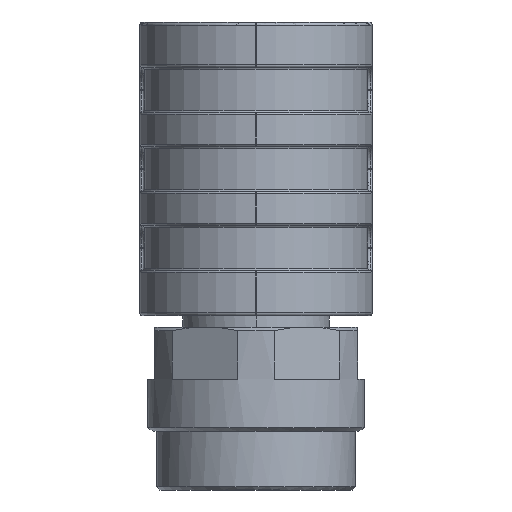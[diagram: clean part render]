
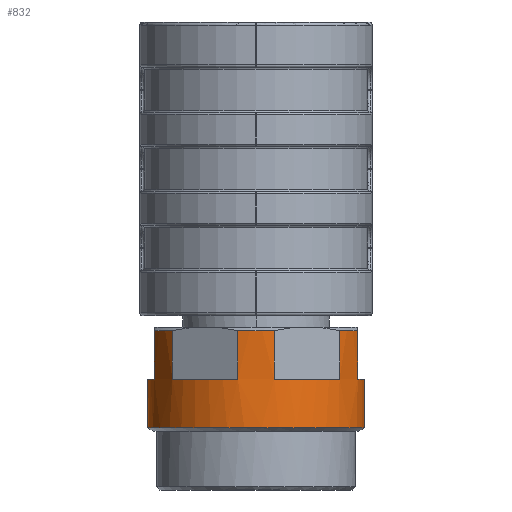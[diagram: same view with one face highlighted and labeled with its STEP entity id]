
A CAD part, front view. The second image highlights one B-rep face of the part: STEP entity #832.
In plain terms, the highlighted cylindrical face has radius 4.8 mm (diameter 9.6 mm), a partial arc.
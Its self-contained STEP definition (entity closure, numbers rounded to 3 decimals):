
#687=AXIS2_PLACEMENT_3D('Cylinder Axis2P3D',#684,#685,#686) ;
#741=AXIS2_PLACEMENT_3D('Circle Axis2P3D',#739,#740,$) ;
#755=AXIS2_PLACEMENT_3D('Circle Axis2P3D',#753,#754,$) ;
#769=AXIS2_PLACEMENT_3D('Circle Axis2P3D',#767,#768,$) ;
#783=AXIS2_PLACEMENT_3D('Circle Axis2P3D',#781,#782,$) ;
#797=AXIS2_PLACEMENT_3D('Circle Axis2P3D',#795,#796,$) ;
#811=AXIS2_PLACEMENT_3D('Circle Axis2P3D',#809,#810,$) ;
#684=CARTESIAN_POINT('Axis2P3D Location',(5.15,5.15,-24.8)) ;
#689=CARTESIAN_POINT('Line Origine',(0.35,5.15,-24.8)) ;
#693=CARTESIAN_POINT('Vertex',(0.35,5.15,2.75)) ;
#695=CARTESIAN_POINT('Vertex',(0.35,5.15,4.9)) ;
#699=CARTESIAN_POINT('Control Point',(0.35,5.15,2.75)) ;
#700=CARTESIAN_POINT('Control Point',(0.35,4.396,2.75)) ;
#701=CARTESIAN_POINT('Control Point',(0.498,3.642,2.75)) ;
#702=CARTESIAN_POINT('Control Point',(0.794,2.927,2.75)) ;
#703=CARTESIAN_POINT('Control Point',(1.651,1.651,2.75)) ;
#704=CARTESIAN_POINT('Control Point',(2.927,0.794,2.75)) ;
#705=CARTESIAN_POINT('Control Point',(3.642,0.498,2.75)) ;
#706=CARTESIAN_POINT('Control Point',(5.15,0.202,2.75)) ;
#707=CARTESIAN_POINT('Control Point',(6.658,0.498,2.75)) ;
#708=CARTESIAN_POINT('Control Point',(7.373,0.794,2.75)) ;
#709=CARTESIAN_POINT('Control Point',(8.649,1.651,2.75)) ;
#710=CARTESIAN_POINT('Control Point',(9.506,2.927,2.75)) ;
#711=CARTESIAN_POINT('Control Point',(9.802,3.642,2.75)) ;
#712=CARTESIAN_POINT('Control Point',(9.95,4.396,2.75)) ;
#713=CARTESIAN_POINT('Control Point',(9.95,5.15,2.75)) ;
#714=CARTESIAN_POINT('Vertex',(9.95,5.15,2.75)) ;
#717=CARTESIAN_POINT('Line Origine',(9.95,5.15,-24.8)) ;
#721=CARTESIAN_POINT('Vertex',(9.95,5.15,4.9)) ;
#725=CARTESIAN_POINT('Control Point',(9.95,5.15,4.9)) ;
#726=CARTESIAN_POINT('Control Point',(9.95,4.581,4.9)) ;
#727=CARTESIAN_POINT('Control Point',(9.848,4.013,4.9)) ;
#728=CARTESIAN_POINT('Control Point',(9.65,3.48,4.9)) ;
#729=CARTESIAN_POINT('Vertex',(9.65,3.48,4.9)) ;
#732=CARTESIAN_POINT('Line Origine',(9.65,3.48,-24.8)) ;
#736=CARTESIAN_POINT('Vertex',(9.65,3.48,7.05)) ;
#739=CARTESIAN_POINT('Axis2P3D Location',(5.15,5.15,7.05)) ;
#743=CARTESIAN_POINT('Vertex',(8.847,2.088,7.05)) ;
#746=CARTESIAN_POINT('Line Origine',(8.847,2.088,-24.8)) ;
#750=CARTESIAN_POINT('Vertex',(8.847,2.088,4.9)) ;
#753=CARTESIAN_POINT('Axis2P3D Location',(5.15,5.15,4.9)) ;
#757=CARTESIAN_POINT('Vertex',(5.953,0.418,4.9)) ;
#760=CARTESIAN_POINT('Line Origine',(5.953,0.418,-24.8)) ;
#764=CARTESIAN_POINT('Vertex',(5.953,0.418,7.05)) ;
#767=CARTESIAN_POINT('Axis2P3D Location',(5.15,5.15,7.05)) ;
#771=CARTESIAN_POINT('Vertex',(4.347,0.418,7.05)) ;
#774=CARTESIAN_POINT('Line Origine',(4.347,0.418,-24.8)) ;
#778=CARTESIAN_POINT('Vertex',(4.347,0.418,4.9)) ;
#781=CARTESIAN_POINT('Axis2P3D Location',(5.15,5.15,4.9)) ;
#785=CARTESIAN_POINT('Vertex',(1.453,2.088,4.9)) ;
#788=CARTESIAN_POINT('Line Origine',(1.453,2.088,-24.8)) ;
#792=CARTESIAN_POINT('Vertex',(1.453,2.088,7.05)) ;
#795=CARTESIAN_POINT('Axis2P3D Location',(5.15,5.15,7.05)) ;
#799=CARTESIAN_POINT('Vertex',(0.65,3.48,7.05)) ;
#802=CARTESIAN_POINT('Line Origine',(0.65,3.48,-24.8)) ;
#806=CARTESIAN_POINT('Vertex',(0.65,3.48,4.9)) ;
#809=CARTESIAN_POINT('Axis2P3D Location',(5.15,5.15,4.9)) ;
#685=DIRECTION('Axis2P3D Direction',(0.,0.,-1.)) ;
#686=DIRECTION('Axis2P3D XDirection',(-1.,0.,0.)) ;
#690=DIRECTION('Vector Direction',(0.,0.,-1.)) ;
#718=DIRECTION('Vector Direction',(0.,0.,-1.)) ;
#733=DIRECTION('Vector Direction',(0.,0.,-1.)) ;
#740=DIRECTION('Axis2P3D Direction',(0.,0.,-1.)) ;
#747=DIRECTION('Vector Direction',(0.,0.,-1.)) ;
#754=DIRECTION('Axis2P3D Direction',(0.,0.,-1.)) ;
#761=DIRECTION('Vector Direction',(0.,0.,-1.)) ;
#768=DIRECTION('Axis2P3D Direction',(0.,0.,-1.)) ;
#775=DIRECTION('Vector Direction',(0.,0.,-1.)) ;
#782=DIRECTION('Axis2P3D Direction',(0.,0.,-1.)) ;
#789=DIRECTION('Vector Direction',(0.,0.,-1.)) ;
#796=DIRECTION('Axis2P3D Direction',(0.,0.,-1.)) ;
#803=DIRECTION('Vector Direction',(0.,0.,-1.)) ;
#810=DIRECTION('Axis2P3D Direction',(0.,0.,-1.)) ;
#691=VECTOR('Line Direction',#690,1.) ;
#719=VECTOR('Line Direction',#718,1.) ;
#734=VECTOR('Line Direction',#733,1.) ;
#748=VECTOR('Line Direction',#747,1.) ;
#762=VECTOR('Line Direction',#761,1.) ;
#776=VECTOR('Line Direction',#775,1.) ;
#790=VECTOR('Line Direction',#789,1.) ;
#804=VECTOR('Line Direction',#803,1.) ;
#815=ORIENTED_EDGE('',*,*,#697,.F.) ;
#816=ORIENTED_EDGE('',*,*,#716,.T.) ;
#817=ORIENTED_EDGE('',*,*,#723,.F.) ;
#818=ORIENTED_EDGE('',*,*,#731,.T.) ;
#819=ORIENTED_EDGE('',*,*,#738,.F.) ;
#820=ORIENTED_EDGE('',*,*,#745,.T.) ;
#821=ORIENTED_EDGE('',*,*,#752,.F.) ;
#822=ORIENTED_EDGE('',*,*,#759,.T.) ;
#823=ORIENTED_EDGE('',*,*,#766,.F.) ;
#824=ORIENTED_EDGE('',*,*,#773,.T.) ;
#825=ORIENTED_EDGE('',*,*,#780,.F.) ;
#826=ORIENTED_EDGE('',*,*,#787,.T.) ;
#827=ORIENTED_EDGE('',*,*,#794,.F.) ;
#828=ORIENTED_EDGE('',*,*,#801,.T.) ;
#829=ORIENTED_EDGE('',*,*,#808,.F.) ;
#830=ORIENTED_EDGE('',*,*,#813,.T.) ;
#832=ADVANCED_FACE('Hauptk\X2\00F6\X0\rper',(#831),#688,.T.) ;
#698=B_SPLINE_CURVE_WITH_KNOTS('',5,(#699,#700,#701,#702,#703,#704,#705,#706,#707,#708,#709,#710,#711,#712,#713),.UNSPECIFIED.,.F.,.U.,(6,3,3,3,6),(-7.54,-3.77,0.,3.77,7.54),.UNSPECIFIED.) ;
#724=B_SPLINE_CURVE_WITH_KNOTS('',3,(#725,#726,#727,#728),.UNSPECIFIED.,.F.,.U.,(4,4),(-0.853,0.853),.UNSPECIFIED.) ;
#742=CIRCLE('generated circle',#741,4.8) ;
#756=CIRCLE('generated circle',#755,4.8) ;
#770=CIRCLE('generated circle',#769,4.8) ;
#784=CIRCLE('generated circle',#783,4.8) ;
#798=CIRCLE('generated circle',#797,4.8) ;
#812=CIRCLE('generated circle',#811,4.8) ;
#688=CYLINDRICAL_SURFACE('generated cylinder',#687,4.8) ;
#697=EDGE_CURVE('',#694,#696,#692,.F.) ;
#716=EDGE_CURVE('',#694,#715,#698,.T.) ;
#723=EDGE_CURVE('',#722,#715,#720,.T.) ;
#731=EDGE_CURVE('',#722,#730,#724,.T.) ;
#738=EDGE_CURVE('',#737,#730,#735,.T.) ;
#745=EDGE_CURVE('',#737,#744,#742,.T.) ;
#752=EDGE_CURVE('',#751,#744,#749,.F.) ;
#759=EDGE_CURVE('',#751,#758,#756,.T.) ;
#766=EDGE_CURVE('',#765,#758,#763,.T.) ;
#773=EDGE_CURVE('',#765,#772,#770,.T.) ;
#780=EDGE_CURVE('',#779,#772,#777,.F.) ;
#787=EDGE_CURVE('',#779,#786,#784,.T.) ;
#794=EDGE_CURVE('',#793,#786,#791,.T.) ;
#801=EDGE_CURVE('',#793,#800,#798,.T.) ;
#808=EDGE_CURVE('',#807,#800,#805,.F.) ;
#813=EDGE_CURVE('',#807,#696,#812,.T.) ;
#814=EDGE_LOOP('',(#815,#816,#817,#818,#819,#820,#821,#822,#823,#824,#825,#826,#827,#828,#829,#830)) ;
#831=FACE_OUTER_BOUND('',#814,.T.) ;
#692=LINE('Line',#689,#691) ;
#720=LINE('Line',#717,#719) ;
#735=LINE('Line',#732,#734) ;
#749=LINE('Line',#746,#748) ;
#763=LINE('Line',#760,#762) ;
#777=LINE('Line',#774,#776) ;
#791=LINE('Line',#788,#790) ;
#805=LINE('Line',#802,#804) ;
#694=VERTEX_POINT('',#693) ;
#696=VERTEX_POINT('',#695) ;
#715=VERTEX_POINT('',#714) ;
#722=VERTEX_POINT('',#721) ;
#730=VERTEX_POINT('',#729) ;
#737=VERTEX_POINT('',#736) ;
#744=VERTEX_POINT('',#743) ;
#751=VERTEX_POINT('',#750) ;
#758=VERTEX_POINT('',#757) ;
#765=VERTEX_POINT('',#764) ;
#772=VERTEX_POINT('',#771) ;
#779=VERTEX_POINT('',#778) ;
#786=VERTEX_POINT('',#785) ;
#793=VERTEX_POINT('',#792) ;
#800=VERTEX_POINT('',#799) ;
#807=VERTEX_POINT('',#806) ;
